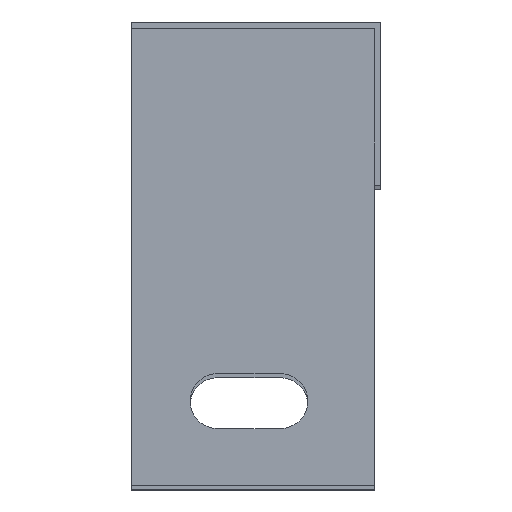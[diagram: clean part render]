
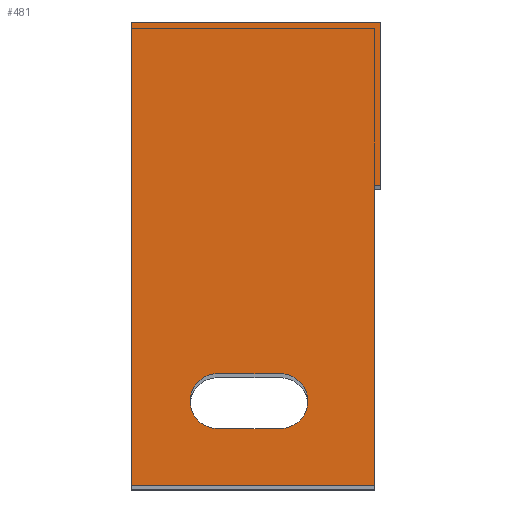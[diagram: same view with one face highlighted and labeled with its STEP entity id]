
A CAD part, top view. The second image highlights one B-rep face of the part: STEP entity #481.
In plain terms, the highlighted planar face has unit normal (0, 0, 1).
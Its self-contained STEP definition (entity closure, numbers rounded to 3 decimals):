
#11 = EDGE_CURVE ( 'NONE', #580, #103, #258, .T. ) ;
#13 = LINE ( 'NONE', #192, #623 ) ;
#14 = EDGE_CURVE ( 'NONE', #712, #195, #719, .T. ) ;
#18 = VERTEX_POINT ( 'NONE', #631 ) ;
#33 = DIRECTION ( 'NONE',  ( 0., 0., 1. ) ) ;
#34 = EDGE_CURVE ( 'NONE', #149, #414, #398, .T. ) ;
#35 = ORIENTED_EDGE ( 'NONE', *, *, #651, .F. ) ;
#57 = CARTESIAN_POINT ( 'NONE',  ( 1481.5, -44., 299.8 ) ) ;
#72 = CARTESIAN_POINT ( 'NONE',  ( 1481.5, -51., 299.8 ) ) ;
#75 = CARTESIAN_POINT ( 'NONE',  ( 1473.5, -47.5, 299.8 ) ) ;
#78 = CARTESIAN_POINT ( 'NONE',  ( 1494.3, 0.8, 299.8 ) ) ;
#82 = VERTEX_POINT ( 'NONE', #320 ) ;
#93 = CARTESIAN_POINT ( 'NONE',  ( 1493.5, -58.3, 299.8 ) ) ;
#103 = VERTEX_POINT ( 'NONE', #110 ) ;
#107 = ORIENTED_EDGE ( 'NONE', *, *, #487, .F. ) ;
#110 = CARTESIAN_POINT ( 'NONE',  ( 1494.3, -20., 299.8 ) ) ;
#114 = DIRECTION ( 'NONE',  ( -1., 0., 0. ) ) ;
#116 = CIRCLE ( 'NONE', #343, 3.5 ) ;
#125 = EDGE_CURVE ( 'NONE', #580, #195, #683, .T. ) ;
#139 = DIRECTION ( 'NONE',  ( 1., 0., 0. ) ) ;
#141 = AXIS2_PLACEMENT_3D ( 'NONE', #225, #642, #286 ) ;
#149 = VERTEX_POINT ( 'NONE', #583 ) ;
#165 = EDGE_CURVE ( 'NONE', #431, #18, #603, .T. ) ;
#169 = CARTESIAN_POINT ( 'NONE',  ( 1462.5, -1., 299.8 ) ) ;
#192 = CARTESIAN_POINT ( 'NONE',  ( 1492.5, -58.3, 299.8 ) ) ;
#195 = VERTEX_POINT ( 'NONE', #356 ) ;
#212 = DIRECTION ( 'NONE',  ( 1., 0., 0. ) ) ;
#215 = DIRECTION ( 'NONE',  ( -1., 0., 0. ) ) ;
#225 = CARTESIAN_POINT ( 'NONE',  ( 1481.5, -47.5, 299.8 ) ) ;
#232 = CARTESIAN_POINT ( 'NONE',  ( 1494.3, -1.5, 299.8 ) ) ;
#242 = VECTOR ( 'NONE', #212, 1000. ) ;
#246 = ORIENTED_EDGE ( 'NONE', *, *, #14, .F. ) ;
#258 = LINE ( 'NONE', #232, #528 ) ;
#275 = FACE_BOUND ( 'NONE', #407, .T. ) ;
#279 = VECTOR ( 'NONE', #558, 1000. ) ;
#286 = DIRECTION ( 'NONE',  ( 1., 0., 0. ) ) ;
#320 = CARTESIAN_POINT ( 'NONE',  ( 1481.5, -44., 299.8 ) ) ;
#323 = EDGE_CURVE ( 'NONE', #103, #18, #637, .T. ) ;
#343 = AXIS2_PLACEMENT_3D ( 'NONE', #75, #498, #139 ) ;
#356 = CARTESIAN_POINT ( 'NONE',  ( 1462.5, 0.8, 299.8 ) ) ;
#357 = DIRECTION ( 'NONE',  ( -1., 0., 0. ) ) ;
#371 = CIRCLE ( 'NONE', #141, 3.5 ) ;
#394 = LINE ( 'NONE', #57, #690 ) ;
#398 = LINE ( 'NONE', #595, #242 ) ;
#407 = EDGE_LOOP ( 'NONE', ( #107, #725, #35, #747 ) ) ;
#410 = EDGE_CURVE ( 'NONE', #431, #712, #13, .T. ) ;
#414 = VERTEX_POINT ( 'NONE', #72 ) ;
#431 = VERTEX_POINT ( 'NONE', #93 ) ;
#450 = DIRECTION ( 'NONE',  ( 0., -1., 0. ) ) ;
#476 = VECTOR ( 'NONE', #357, 1000. ) ;
#481 = ADVANCED_FACE ( 'NONE', ( #275, #750 ), #748, .T. ) ;
#482 = ORIENTED_EDGE ( 'NONE', *, *, #11, .F. ) ;
#487 = EDGE_CURVE ( 'NONE', #495, #149, #116, .T. ) ;
#495 = VERTEX_POINT ( 'NONE', #511 ) ;
#498 = DIRECTION ( 'NONE',  ( 0., 0., 1. ) ) ;
#499 = EDGE_LOOP ( 'NONE', ( #246, #551, #732, #506, #482, #638 ) ) ;
#504 = VECTOR ( 'NONE', #215, 1000. ) ;
#506 = ORIENTED_EDGE ( 'NONE', *, *, #323, .F. ) ;
#507 = AXIS2_PLACEMENT_3D ( 'NONE', #627, #33, #450 ) ;
#511 = CARTESIAN_POINT ( 'NONE',  ( 1473.5, -44., 299.8 ) ) ;
#528 = VECTOR ( 'NONE', #648, 1000. ) ;
#530 = DIRECTION ( 'NONE',  ( 0., 1., 0. ) ) ;
#551 = ORIENTED_EDGE ( 'NONE', *, *, #410, .F. ) ;
#558 = DIRECTION ( 'NONE',  ( 0., 1., 0. ) ) ;
#563 = VECTOR ( 'NONE', #530, 1000. ) ;
#574 = EDGE_CURVE ( 'NONE', #82, #495, #394, .T. ) ;
#578 = CARTESIAN_POINT ( 'NONE',  ( 1493.5, 0.8, 299.8 ) ) ;
#580 = VERTEX_POINT ( 'NONE', #78 ) ;
#583 = CARTESIAN_POINT ( 'NONE',  ( 1473.5, -51., 299.8 ) ) ;
#589 = CARTESIAN_POINT ( 'NONE',  ( 1462.5, -58.3, 299.8 ) ) ;
#595 = CARTESIAN_POINT ( 'NONE',  ( 1473.5, -51., 299.8 ) ) ;
#603 = LINE ( 'NONE', #694, #279 ) ;
#614 = DIRECTION ( 'NONE',  ( -1., 0., 0. ) ) ;
#623 = VECTOR ( 'NONE', #614, 1000. ) ;
#627 = CARTESIAN_POINT ( 'NONE',  ( 1492.5, -1., 299.8 ) ) ;
#631 = CARTESIAN_POINT ( 'NONE',  ( 1493.5, -20., 299.8 ) ) ;
#637 = LINE ( 'NONE', #662, #476 ) ;
#638 = ORIENTED_EDGE ( 'NONE', *, *, #125, .T. ) ;
#642 = DIRECTION ( 'NONE',  ( 0., 0., 1. ) ) ;
#648 = DIRECTION ( 'NONE',  ( 0., -1., 0. ) ) ;
#651 = EDGE_CURVE ( 'NONE', #414, #82, #371, .T. ) ;
#662 = CARTESIAN_POINT ( 'NONE',  ( 1494.3, -20., 299.8 ) ) ;
#683 = LINE ( 'NONE', #578, #504 ) ;
#690 = VECTOR ( 'NONE', #114, 1000. ) ;
#694 = CARTESIAN_POINT ( 'NONE',  ( 1493.5, -58.3, 299.8 ) ) ;
#712 = VERTEX_POINT ( 'NONE', #589 ) ;
#719 = LINE ( 'NONE', #169, #563 ) ;
#725 = ORIENTED_EDGE ( 'NONE', *, *, #574, .F. ) ;
#732 = ORIENTED_EDGE ( 'NONE', *, *, #165, .T. ) ;
#747 = ORIENTED_EDGE ( 'NONE', *, *, #34, .F. ) ;
#748 = PLANE ( 'NONE',  #507 ) ;
#750 = FACE_OUTER_BOUND ( 'NONE', #499, .T. ) ;
